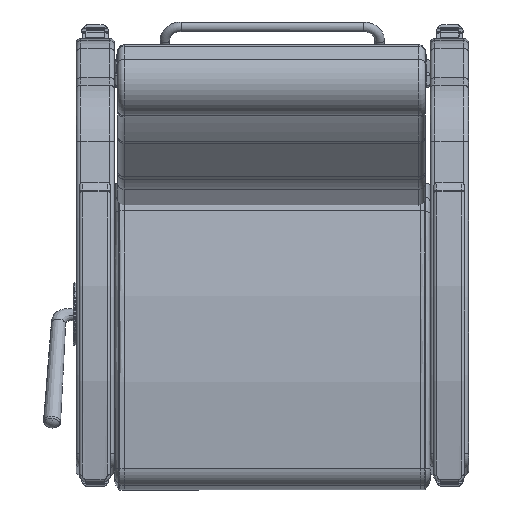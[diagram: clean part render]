
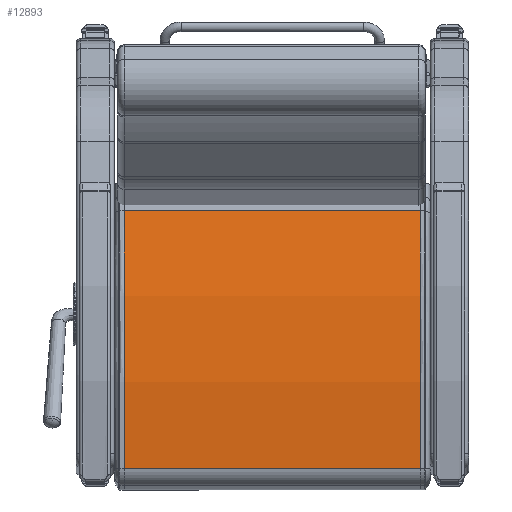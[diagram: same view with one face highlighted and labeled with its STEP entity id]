
A CAD part, front view. The second image highlights one B-rep face of the part: STEP entity #12893.
In plain terms, the highlighted free-form (B-spline) face has degree [1, 2] with [2, 3] control points.
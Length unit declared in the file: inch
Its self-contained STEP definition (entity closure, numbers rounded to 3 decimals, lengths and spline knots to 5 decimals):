
#310=(
BOUNDED_SURFACE()
B_SPLINE_SURFACE(1,2,((#21279,#21280,#21281),(#21282,#21283,#21284)),
 .UNSPECIFIED.,.F.,.F.,.F.)
B_SPLINE_SURFACE_WITH_KNOTS((2,2),(3,3),(-0.19254,0.19254),
(1.36178,1.69928),.UNSPECIFIED.)
GEOMETRIC_REPRESENTATION_ITEM()
RATIONAL_B_SPLINE_SURFACE(((1.,0.986,1.),(1.,0.986,
1.)))
REPRESENTATION_ITEM('')
SURFACE()
);
#333=ELLIPSE('',#14052,60.05357,60.);
#345=ELLIPSE('',#14094,60.05357,60.);
#1354=FACE_OUTER_BOUND('',#2203,.T.);
#2203=EDGE_LOOP('',(#9099,#9100,#9101,#9102));
#3170=LINE('',#21278,#3994);
#3171=LINE('',#21285,#3995);
#3994=VECTOR('',#16195,0.3937);
#3995=VECTOR('',#16196,0.3937);
#5625=VERTEX_POINT('',#20451);
#5626=VERTEX_POINT('',#20474);
#5666=VERTEX_POINT('',#20691);
#5667=VERTEX_POINT('',#20714);
#6862=EDGE_CURVE('',#5626,#5625,#333,.T.);
#6921=EDGE_CURVE('',#5667,#5666,#345,.T.);
#7001=EDGE_CURVE('',#5625,#5667,#3170,.T.);
#7002=EDGE_CURVE('',#5626,#5666,#3171,.T.);
#9099=ORIENTED_EDGE('',*,*,#6862,.F.);
#9100=ORIENTED_EDGE('',*,*,#7002,.T.);
#9101=ORIENTED_EDGE('',*,*,#6921,.F.);
#9102=ORIENTED_EDGE('',*,*,#7001,.F.);
#12893=ADVANCED_FACE('',(#1354),#310,.F.);
#14052=AXIS2_PLACEMENT_3D('',#20476,#15948,#15949);
#14094=AXIS2_PLACEMENT_3D('',#20716,#16057,#16058);
#15948=DIRECTION('center_axis',(0.,0.,-1.));
#15949=DIRECTION('ref_axis',(1.,0.,0.));
#16057=DIRECTION('center_axis',(0.,0.,1.));
#16058=DIRECTION('ref_axis',(1.,0.,0.));
#16195=DIRECTION('',(0.,0.,1.));
#16196=DIRECTION('',(0.,0.,1.));
#20451=CARTESIAN_POINT('',(10.1114,0.44486,-11.5625));
#20474=CARTESIAN_POINT('',(-10.04459,1.25621,-11.5625));
#20476=CARTESIAN_POINT('Origin',(-2.34979,-58.24922,-11.5625));
#20691=CARTESIAN_POINT('',(-10.04459,1.25621,11.5625));
#20714=CARTESIAN_POINT('',(10.1114,0.44486,11.5625));
#20716=CARTESIAN_POINT('Origin',(-2.34979,-58.24922,11.5625));
#21278=CARTESIAN_POINT('',(10.1114,0.44486,0.));
#21279=CARTESIAN_POINT('Ctrl Pts',(10.1114,0.44486,-11.5625));
#21280=CARTESIAN_POINT('Ctrl Pts',(0.10258,2.56602,-11.5625));
#21281=CARTESIAN_POINT('Ctrl Pts',(-10.04459,1.25621,-11.5625));
#21282=CARTESIAN_POINT('Ctrl Pts',(10.1114,0.44486,11.5625));
#21283=CARTESIAN_POINT('Ctrl Pts',(0.10258,2.56602,11.5625));
#21284=CARTESIAN_POINT('Ctrl Pts',(-10.04459,1.25621,11.5625));
#21285=CARTESIAN_POINT('',(-10.04459,1.25621,0.));
